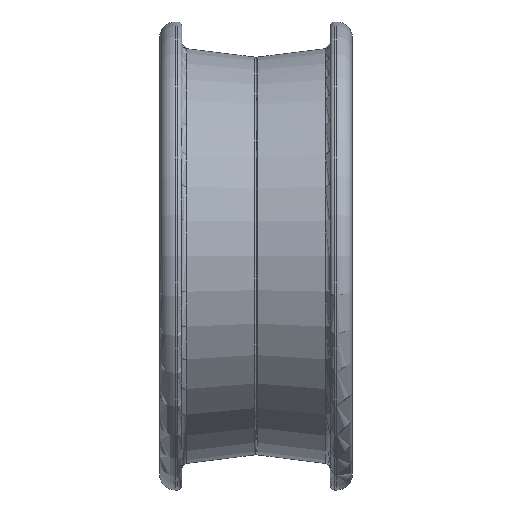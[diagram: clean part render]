
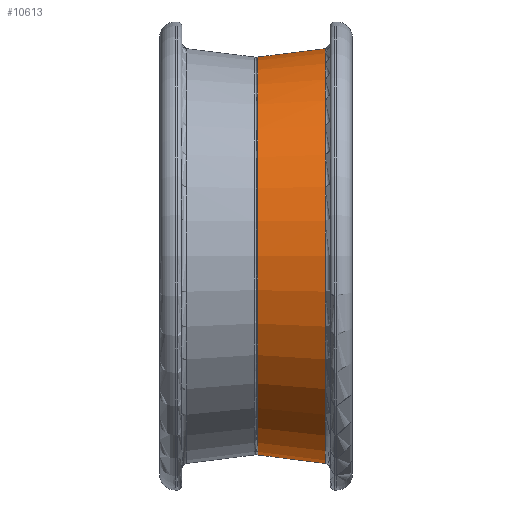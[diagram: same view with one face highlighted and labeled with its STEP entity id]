
A CAD part, top view. The second image highlights one B-rep face of the part: STEP entity #10613.
In plain terms, the highlighted conical face has half-angle 7.256 degrees and reference radius 46 mm.
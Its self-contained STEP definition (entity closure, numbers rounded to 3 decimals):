
#65=CONICAL_SURFACE('',#11475,46.,0.127);
#1248=LINE('',#16227,#1566);
#1566=VECTOR('',#12897,46.);
#2025=FACE_OUTER_BOUND('',#2748,.T.);
#2748=EDGE_LOOP('',(#7349,#7350,#7351,#7352,#7353,#7354,#7355,#7356));
#3544=CIRCLE('',#11471,45.056);
#3545=CIRCLE('',#11472,45.056);
#3547=CIRCLE('',#11474,45.056);
#3548=CIRCLE('',#11476,47.);
#3549=CIRCLE('',#11477,47.);
#3550=CIRCLE('',#11478,47.);
#4353=VERTEX_POINT('',#16216);
#4354=VERTEX_POINT('',#16217);
#4355=VERTEX_POINT('',#16219);
#4356=VERTEX_POINT('',#16224);
#4357=VERTEX_POINT('',#16225);
#4358=VERTEX_POINT('',#16228);
#5454=EDGE_CURVE('',#4353,#4354,#3544,.T.);
#5455=EDGE_CURVE('',#4354,#4355,#3545,.T.);
#5457=EDGE_CURVE('',#4355,#4353,#3547,.T.);
#5458=EDGE_CURVE('',#4356,#4357,#3548,.T.);
#5459=EDGE_CURVE('',#4357,#4354,#1248,.T.);
#5460=EDGE_CURVE('',#4357,#4358,#3549,.T.);
#5461=EDGE_CURVE('',#4358,#4356,#3550,.T.);
#7349=ORIENTED_EDGE('',*,*,#5458,.T.);
#7350=ORIENTED_EDGE('',*,*,#5459,.T.);
#7351=ORIENTED_EDGE('',*,*,#5454,.F.);
#7352=ORIENTED_EDGE('',*,*,#5457,.F.);
#7353=ORIENTED_EDGE('',*,*,#5455,.F.);
#7354=ORIENTED_EDGE('',*,*,#5459,.F.);
#7355=ORIENTED_EDGE('',*,*,#5460,.T.);
#7356=ORIENTED_EDGE('',*,*,#5461,.T.);
#10613=ADVANCED_FACE('',(#2025),#65,.T.);
#11471=AXIS2_PLACEMENT_3D('',#16218,#12885,#12886);
#11472=AXIS2_PLACEMENT_3D('',#16220,#12887,#12888);
#11474=AXIS2_PLACEMENT_3D('',#16222,#12891,#12892);
#11475=AXIS2_PLACEMENT_3D('',#16223,#12893,#12894);
#11476=AXIS2_PLACEMENT_3D('',#16226,#12895,#12896);
#11477=AXIS2_PLACEMENT_3D('',#16229,#12898,#12899);
#11478=AXIS2_PLACEMENT_3D('',#16230,#12900,#12901);
#12885=DIRECTION('center_axis',(-1.,0.,0.));
#12886=DIRECTION('ref_axis',(0.,0.309,0.951));
#12887=DIRECTION('center_axis',(-1.,0.,0.));
#12888=DIRECTION('ref_axis',(0.,0.309,0.951));
#12891=DIRECTION('center_axis',(-1.,0.,0.));
#12892=DIRECTION('ref_axis',(0.,0.309,0.951));
#12893=DIRECTION('center_axis',(1.,0.,0.));
#12894=DIRECTION('ref_axis',(0.,1.,0.));
#12895=DIRECTION('center_axis',(-1.,0.,0.));
#12896=DIRECTION('ref_axis',(0.,1.,0.));
#12897=DIRECTION('',(-0.992,0.126,0.));
#12898=DIRECTION('center_axis',(-1.,0.,0.));
#12899=DIRECTION('ref_axis',(0.,1.,0.));
#12900=DIRECTION('center_axis',(-1.,0.,0.));
#12901=DIRECTION('ref_axis',(0.,1.,0.));
#16216=CARTESIAN_POINT('',(0.437,-13.923,-42.85));
#16217=CARTESIAN_POINT('',(0.437,-45.056,0.));
#16218=CARTESIAN_POINT('Origin',(0.437,0.,
0.));
#16219=CARTESIAN_POINT('',(0.437,0.,45.056));
#16220=CARTESIAN_POINT('Origin',(0.437,0.,
0.));
#16222=CARTESIAN_POINT('Origin',(0.437,0.,
0.));
#16223=CARTESIAN_POINT('Origin',(7.854,0.,0.));
#16224=CARTESIAN_POINT('',(15.708,38.024,-27.626));
#16225=CARTESIAN_POINT('',(15.708,-47.,0.));
#16226=CARTESIAN_POINT('Origin',(15.708,0.,
0.));
#16227=CARTESIAN_POINT('',(7.854,-46.,0.));
#16228=CARTESIAN_POINT('',(15.708,0.,47.));
#16229=CARTESIAN_POINT('Origin',(15.708,0.,
0.));
#16230=CARTESIAN_POINT('Origin',(15.708,0.,
0.));
